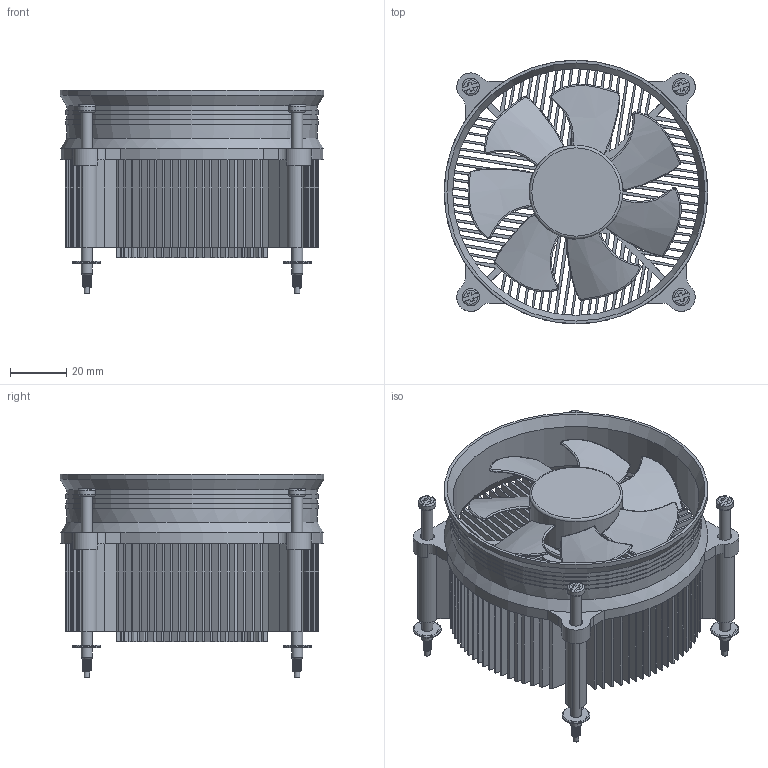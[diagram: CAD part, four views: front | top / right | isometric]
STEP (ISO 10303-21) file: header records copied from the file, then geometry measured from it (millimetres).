
FILE_DESCRIPTION(/* description */ ('Unknown'),/* implementation_level */ '2;1');
FILE_NAME(/* name */ 'Fan - CPU - i50C - Assembly - Compressed - 5mm',/* time_stamp */ '2024-04-30T18:35:34-04:00',/* author */ ('Unknown'),/* organization */ ('Unknown'),/* preprocessor_version */ 'ST-DEVELOPER v16.7',/* originating_system */ 'Solid Edge',/* authorisation */ 'Unknown');
FILE_SCHEMA (('AUTOMOTIVE_DESIGN {1 0 10303 214 3 1 1}'));
Products named in the file (26): Fan - CPU - i50C - Assembly - Compressed - 5mm; Heatsink; Fan Cowling; Fan Blade; DC Fan Model v5; DC Fan Model v5_0; DC Fan Model v5_1; DC Fan Model v5_2; DC Fan Model v5_3; DC Fan Model v5_4; DC Fan Model v5_5; DC Fan Model v5_6; DC Fan Model v5_7; DC Fan Model v5_8; DC Fan Model v5_9; DC Fan Model v5_10; DC Fan Model v5_23; DC Fan Model v5_24; DC Fan Model v5_25; DC Fan Model v5_26; DC Fan Model v5_27; DC Fan Model v5_28; DC Fan Model v5_29; DC Fan Model v5_30; DC Fan Model v5_31; Bolt - With Retainer
Assembly tree (28 placements, depth 3):
  Fan - CPU - i50C - Assembly - Compressed - 5mm
    Heatsink
    Fan Cowling
    Fan Blade
      DC Fan Model v5
      DC Fan Model v5_0
      DC Fan Model v5_1
      DC Fan Model v5_2
      DC Fan Model v5_3
      DC Fan Model v5_4
      DC Fan Model v5_5
      DC Fan Model v5_6
      DC Fan Model v5_7
      DC Fan Model v5_8
      DC Fan Model v5_9
      DC Fan Model v5_10
      DC Fan Model v5_23
      DC Fan Model v5_24
      DC Fan Model v5_25
      DC Fan Model v5_26
      DC Fan Model v5_27
      DC Fan Model v5_28
      DC Fan Model v5_29
      DC Fan Model v5_30
      DC Fan Model v5_31
    Bolt - With Retainer  x4
Bounding box: 94 x 94 x 72.4 mm (x, y, z)
Volume: 120695.6 mm3; surface area: 185136.5 mm2
Topology: 27 solids, 47 shells, 1300 faces, 3380 edges, 2224 vertices
Faces by surface type: plane 793, cylinder 256, bspline 158, torus 77, cone 12, sphere 4
Full cylindrical faces by diameter (mm): 2 x4, 2.7 x2, 3.91 x8, 4.5 x1, 5 x5, 5.5 x1, 6 x2, 6.1 x4, 7 x1, 10 x4, 13.9 x1, 14.1 x1, 14.5 x1, 14.7 x1, 15.1 x1, 15.3 x1, 15.7 x1, 15.9 x1, 16.3 x1, 16.5 x1, 24 x1, 24.3 x1, 25.2 x2, 29.7 x2, 31.5 x2, 33.3 x1, 88 x1, 89.46 x3, 89.96 x2, 94 x1
Entity records: 53952 total; most frequent: CARTESIAN_POINT 19205, ORIENTED_EDGE 6002, DIRECTION 5080, EDGE_CURVE 3001, VERTEX_POINT 2019, LINE 1852, VECTOR 1852, AXIS2_PLACEMENT_3D 1614
